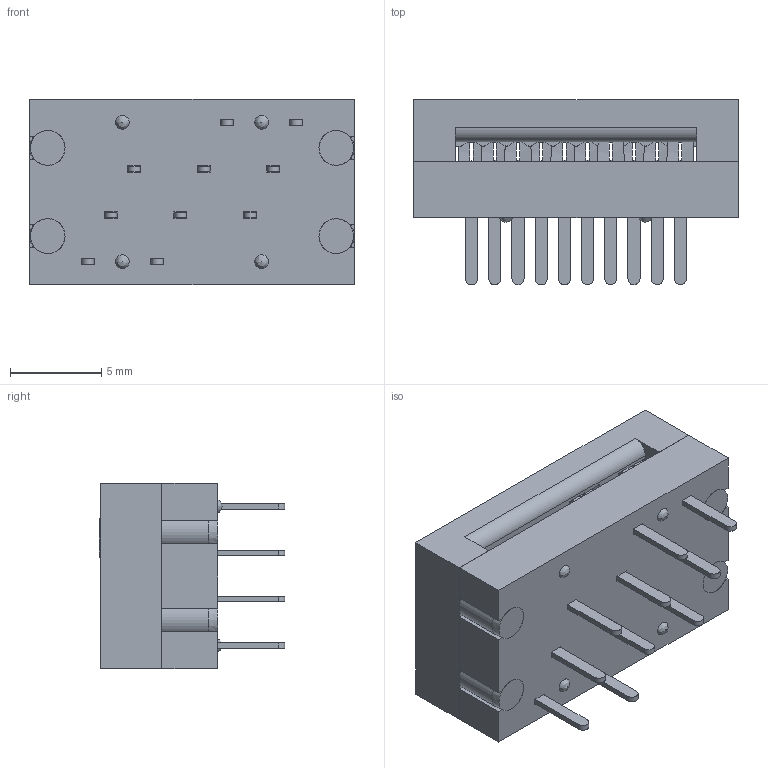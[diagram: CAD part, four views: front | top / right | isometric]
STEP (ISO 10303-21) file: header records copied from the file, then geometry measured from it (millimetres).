
FILE_DESCRIPTION(/* description */ (''),/* implementation_level */ '2;1');
FILE_NAME(/* name */ 'CWR-142-10 3D Model.stp',/* time_stamp */ '2023-12-11T13:55:29-05:00',/* author */ ('dwiltbank'),/* organization */ (''),/* preprocessor_version */ 'ST-DEVELOPER v19.2',/* originating_system */ 'Autodesk Inventor 2024',/* authorisation */ '');
FILE_SCHEMA (('AUTOMOTIVE_DESIGN { 1 0 10303 214 3 1 1 }'));
Length unit declared in the file: inch
Products named in the file (1): CWR-142-10_Simplify_1
Bounding box: 17.78 x 10.16 x 10.16 mm (x, y, z)
Volume: 1008.9 mm3; surface area: 1463.3 mm2
Topology: 1 solids, 1 shells, 671 faces, 2079 edges, 1370 vertices
Faces by surface type: plane 456, cylinder 207, cone 4, bspline 4
Full cylindrical faces by diameter (mm): 1.981 x4
Entity records: 24610 total; most frequent: CARTESIAN_POINT 4861, ORIENTED_EDGE 4158, DIRECTION 3853, EDGE_CURVE 2079, LINE 1545, VECTOR 1545, VERTEX_POINT 1370, AXIS2_PLACEMENT_3D 1154
